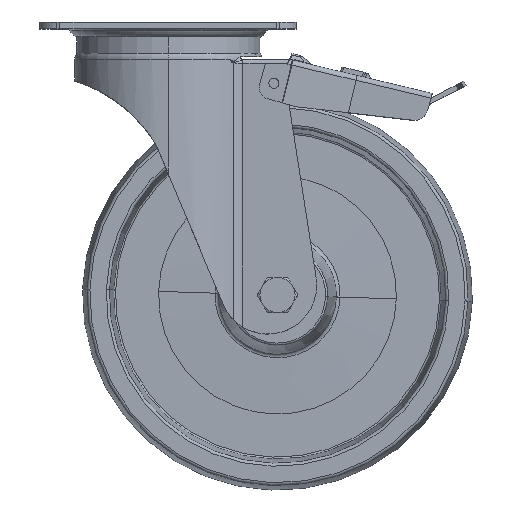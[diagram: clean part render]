
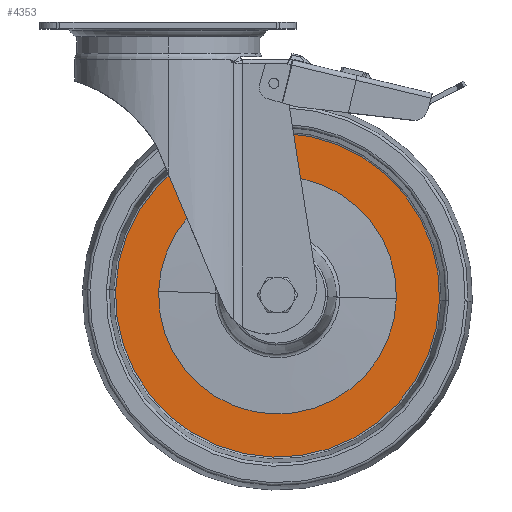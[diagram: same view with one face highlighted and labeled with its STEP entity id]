
A CAD part, top view. The second image highlights one B-rep face of the part: STEP entity #4353.
In plain terms, the highlighted planar face has unit normal (0, 0, 1).
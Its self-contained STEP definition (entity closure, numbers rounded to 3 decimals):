
#531 = DIRECTION ( 'NONE',  ( 1., -0.031, 0. ) ) ;
#1369 = AXIS2_PLACEMENT_3D ( 'NONE', #11112, #26029, #13248 ) ;
#2596 = EDGE_LOOP ( 'NONE', ( #6338, #5960 ) ) ;
#3424 = FACE_BOUND ( 'NONE', #19718, .T. ) ;
#3499 = EDGE_CURVE ( 'NONE', #20537, #13749, #11135, .T. ) ;
#3706 = CARTESIAN_POINT ( 'NONE',  ( -4.97, -138.079, 3.5 ) ) ;
#4353 = ADVANCED_FACE ( 'NONE', ( #20371, #3424 ), #17495, .T. ) ;
#4741 = CIRCLE ( 'NONE', #15515, 83.112 ) ;
#5960 = ORIENTED_EDGE ( 'NONE', *, *, #8770, .T. ) ;
#6338 = ORIENTED_EDGE ( 'NONE', *, *, #18773, .T. ) ;
#7970 = DIRECTION ( 'NONE',  ( 0., 0., -1. ) ) ;
#8770 = EDGE_CURVE ( 'NONE', #21886, #21515, #4741, .T. ) ;
#10042 = CARTESIAN_POINT ( 'NONE',  ( 116.97, -141.917, 3.5 ) ) ;
#10202 = EDGE_CURVE ( 'NONE', #13749, #20537, #26527, .T. ) ;
#10656 = AXIS2_PLACEMENT_3D ( 'NONE', #26063, #13285, #531 ) ;
#10717 = CARTESIAN_POINT ( 'NONE',  ( -27.071, -137.384, 3.5 ) ) ;
#10855 = DIRECTION ( 'NONE',  ( 0., 0., 1. ) ) ;
#11112 = CARTESIAN_POINT ( 'NONE',  ( 56., -139.998, 3.5 ) ) ;
#11135 = CIRCLE ( 'NONE', #1369, 61. ) ;
#11355 = DIRECTION ( 'NONE',  ( 0., 0., 1. ) ) ;
#12499 = ORIENTED_EDGE ( 'NONE', *, *, #10202, .T. ) ;
#13248 = DIRECTION ( 'NONE',  ( -1., 0.031, 0. ) ) ;
#13285 = DIRECTION ( 'NONE',  ( 0., 0., 1. ) ) ;
#13626 = AXIS2_PLACEMENT_3D ( 'NONE', #20732, #7970, #22900 ) ;
#13749 = VERTEX_POINT ( 'NONE', #10042 ) ;
#14069 = AXIS2_PLACEMENT_3D ( 'NONE', #23630, #10855, #25791 ) ;
#15515 = AXIS2_PLACEMENT_3D ( 'NONE', #24093, #11355, #26264 ) ;
#17495 = PLANE ( 'NONE',  #10656 ) ;
#18323 = CIRCLE ( 'NONE', #14069, 83.112 ) ;
#18773 = EDGE_CURVE ( 'NONE', #21515, #21886, #18323, .T. ) ;
#19718 = EDGE_LOOP ( 'NONE', ( #26588, #12499 ) ) ;
#20371 = FACE_OUTER_BOUND ( 'NONE', #2596, .T. ) ;
#20537 = VERTEX_POINT ( 'NONE', #3706 ) ;
#20732 = CARTESIAN_POINT ( 'NONE',  ( 56., -139.998, 3.5 ) ) ;
#21515 = VERTEX_POINT ( 'NONE', #23690 ) ;
#21886 = VERTEX_POINT ( 'NONE', #10717 ) ;
#22900 = DIRECTION ( 'NONE',  ( -1., 0.031, 0. ) ) ;
#23630 = CARTESIAN_POINT ( 'NONE',  ( 56., -139.998, 3.5 ) ) ;
#23690 = CARTESIAN_POINT ( 'NONE',  ( 139.071, -142.613, 3.5 ) ) ;
#24093 = CARTESIAN_POINT ( 'NONE',  ( 56., -139.998, 3.5 ) ) ;
#25791 = DIRECTION ( 'NONE',  ( 1., -0.031, 0. ) ) ;
#26029 = DIRECTION ( 'NONE',  ( 0., 0., -1. ) ) ;
#26063 = CARTESIAN_POINT ( 'NONE',  ( 58.642, -56.04, 3.5 ) ) ;
#26264 = DIRECTION ( 'NONE',  ( 1., -0.031, 0. ) ) ;
#26527 = CIRCLE ( 'NONE', #13626, 61. ) ;
#26588 = ORIENTED_EDGE ( 'NONE', *, *, #3499, .T. ) ;
